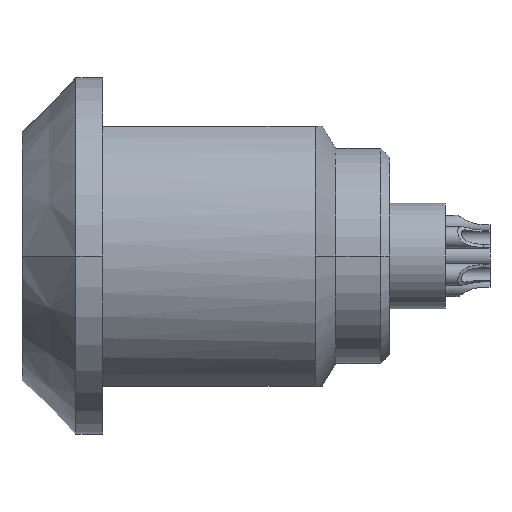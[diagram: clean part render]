
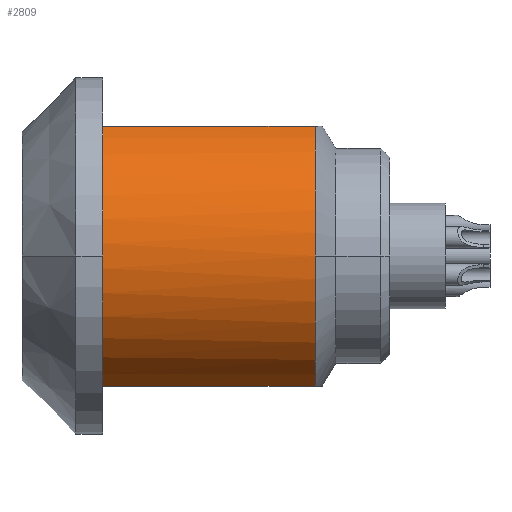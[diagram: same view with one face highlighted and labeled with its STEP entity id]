
A CAD part, front view. The second image highlights one B-rep face of the part: STEP entity #2809.
In plain terms, the highlighted cylindrical face has radius 8 mm (diameter 16 mm), a partial arc.
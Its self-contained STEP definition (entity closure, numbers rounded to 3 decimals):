
#202=CARTESIAN_POINT('',(0.245,-3.382,-7.25));
#703=CARTESIAN_POINT('',(0.245,0.,0.));
#704=DIRECTION('',(1.,0.,0.));
#705=DIRECTION('',(0.,-0.423,0.906));
#706=AXIS2_PLACEMENT_3D('',#703,#704,#705);
#708=CARTESIAN_POINT('',(0.245,0.,0.));
#709=DIRECTION('',(-1.,0.,0.));
#710=DIRECTION('',(0.,-0.423,-0.906));
#711=AXIS2_PLACEMENT_3D('',#708,#709,#710);
#713=DIRECTION('',(1.,0.,0.));
#714=VECTOR('',#713,11.845);
#715=CARTESIAN_POINT('',(-11.6,-3.382,-7.25));
#716=LINE('',#715,#714);
#717=CARTESIAN_POINT('',(-11.6,0.,0.));
#718=DIRECTION('',(-1.,0.,0.));
#719=DIRECTION('',(0.,-0.423,-0.906));
#720=AXIS2_PLACEMENT_3D('',#717,#718,#719);
#722=DIRECTION('',(1.,0.,0.));
#723=VECTOR('',#722,11.845);
#724=CARTESIAN_POINT('',(-11.6,-3.382,7.25));
#725=LINE('',#724,#723);
#741=CARTESIAN_POINT('',(0.245,-3.382,7.25));
#1845=CARTESIAN_POINT('',(0.245,-8.,0.));
#1847=VERTEX_POINT('',#1845);
#1860=CARTESIAN_POINT('',(-11.6,-3.382,-7.25));
#1862=VERTEX_POINT('',#1860);
#1864=CARTESIAN_POINT('',(-11.6,-3.382,7.25));
#1866=VERTEX_POINT('',#1864);
#1869=VERTEX_POINT('',#741);
#1870=VERTEX_POINT('',#202);
#2795=CARTESIAN_POINT('',(-17.125,0.,0.));
#2796=DIRECTION('',(1.,0.,0.));
#2797=DIRECTION('',(0.,-1.,0.));
#2798=AXIS2_PLACEMENT_3D('',#2795,#2796,#2797);
#2799=CYLINDRICAL_SURFACE('',#2798,8.);
#2801=ORIENTED_EDGE('',*,*,#2800,.T.);
#2802=ORIENTED_EDGE('',*,*,#2133,.F.);
#2803=ORIENTED_EDGE('',*,*,#2152,.F.);
#2804=ORIENTED_EDGE('',*,*,#2175,.T.);
#2806=ORIENTED_EDGE('',*,*,#2805,.T.);
#2807=EDGE_LOOP('',(#2801,#2802,#2803,#2804,#2806));
#2808=FACE_OUTER_BOUND('',#2807,.F.);
#2809=ADVANCED_FACE('',(#2808),#2799,.T.);
#707=CIRCLE('',#706,8.);
#712=CIRCLE('',#711,8.);
#721=CIRCLE('',#720,8.);
#2133=EDGE_CURVE('',#1870,#1847,#712,.T.);
#2152=EDGE_CURVE('',#1862,#1870,#716,.T.);
#2175=EDGE_CURVE('',#1862,#1866,#721,.T.);
#2800=EDGE_CURVE('',#1869,#1847,#707,.T.);
#2805=EDGE_CURVE('',#1866,#1869,#725,.T.);
